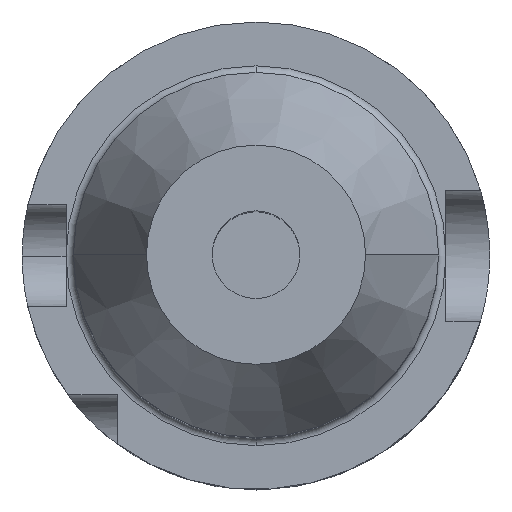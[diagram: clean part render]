
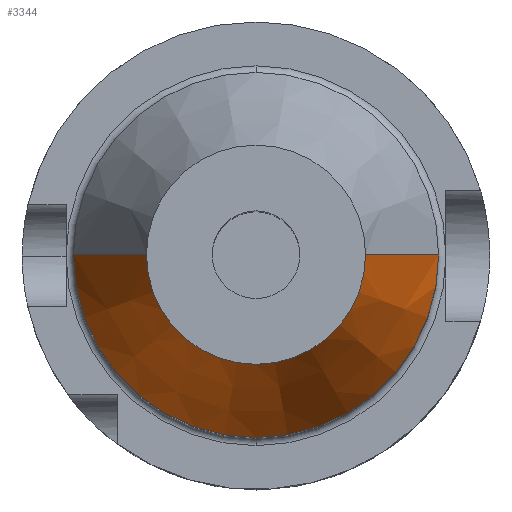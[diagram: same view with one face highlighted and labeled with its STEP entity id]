
A CAD part, top view. The second image highlights one B-rep face of the part: STEP entity #3344.
In plain terms, the highlighted conical face has half-angle 25 degrees and reference radius 12.5 mm.
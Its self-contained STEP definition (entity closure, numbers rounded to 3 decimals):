
#1 = CARTESIAN_POINT ( 'NONE',  ( 12.5, 0., 49.277 ) ) ;
#17 = DIRECTION ( 'NONE',  ( 0., 0., -1. ) ) ;
#135 = CARTESIAN_POINT ( 'NONE',  ( 12.5, 0., 49.277 ) ) ;
#265 = DIRECTION ( 'NONE',  ( -1., 0., 0. ) ) ;
#268 = EDGE_CURVE ( 'NONE', #1481, #1567, #1263, .T. ) ;
#314 = EDGE_CURVE ( 'NONE', #326, #2411, #772, .T. ) ;
#316 = EDGE_CURVE ( 'NONE', #3301, #1481, #566, .T. ) ;
#326 = VERTEX_POINT ( 'NONE', #1 ) ;
#427 = CARTESIAN_POINT ( 'NONE',  ( 0., 0., 49.277 ) ) ;
#474 = CONICAL_SURFACE ( 'NONE', #1490, 12.5, 0.436 ) ;
#516 = EDGE_CURVE ( 'NONE', #3301, #326, #1675, .T. ) ;
#566 = CIRCLE ( 'NONE', #1669, 7.5 ) ;
#601 = AXIS2_PLACEMENT_3D ( 'NONE', #2949, #1122, #1387 ) ;
#626 = DIRECTION ( 'NONE',  ( 0.423, 0., -0.906 ) ) ;
#772 = CIRCLE ( 'NONE', #1497, 12.5 ) ;
#786 = DIRECTION ( 'NONE',  ( -0.423, 0., -0.906 ) ) ;
#913 = CARTESIAN_POINT ( 'NONE',  ( -7.5, 0., 60. ) ) ;
#945 = CIRCLE ( 'NONE', #601, 12.5 ) ;
#1039 = DIRECTION ( 'NONE',  ( 0., 0., -1. ) ) ;
#1063 = ORIENTED_EDGE ( 'NONE', *, *, #1410, .F. ) ;
#1122 = DIRECTION ( 'NONE',  ( 0., 0., -1. ) ) ;
#1263 = LINE ( 'NONE', #2629, #2580 ) ;
#1387 = DIRECTION ( 'NONE',  ( -1., 0., 0. ) ) ;
#1410 = EDGE_CURVE ( 'NONE', #2411, #1567, #945, .T. ) ;
#1450 = ORIENTED_EDGE ( 'NONE', *, *, #268, .T. ) ;
#1461 = DIRECTION ( 'NONE',  ( 0., 0., -1. ) ) ;
#1467 = FACE_OUTER_BOUND ( 'NONE', #1936, .T. ) ;
#1481 = VERTEX_POINT ( 'NONE', #913 ) ;
#1489 = ORIENTED_EDGE ( 'NONE', *, *, #316, .T. ) ;
#1490 = AXIS2_PLACEMENT_3D ( 'NONE', #427, #1461, #2267 ) ;
#1497 = AXIS2_PLACEMENT_3D ( 'NONE', #1819, #1039, #3141 ) ;
#1528 = ORIENTED_EDGE ( 'NONE', *, *, #516, .F. ) ;
#1567 = VERTEX_POINT ( 'NONE', #2087 ) ;
#1669 = AXIS2_PLACEMENT_3D ( 'NONE', #3186, #17, #265 ) ;
#1675 = LINE ( 'NONE', #135, #2203 ) ;
#1819 = CARTESIAN_POINT ( 'NONE',  ( 0., 0., 49.277 ) ) ;
#1936 = EDGE_LOOP ( 'NONE', ( #1528, #1489, #1450, #1063, #2155 ) ) ;
#2087 = CARTESIAN_POINT ( 'NONE',  ( -12.5, 0., 49.277 ) ) ;
#2155 = ORIENTED_EDGE ( 'NONE', *, *, #314, .F. ) ;
#2203 = VECTOR ( 'NONE', #626, 1000. ) ;
#2267 = DIRECTION ( 'NONE',  ( -1., 0., 0. ) ) ;
#2411 = VERTEX_POINT ( 'NONE', #3061 ) ;
#2580 = VECTOR ( 'NONE', #786, 1000. ) ;
#2629 = CARTESIAN_POINT ( 'NONE',  ( -12.5, 0., 49.277 ) ) ;
#2949 = CARTESIAN_POINT ( 'NONE',  ( 0., 0., 49.277 ) ) ;
#3061 = CARTESIAN_POINT ( 'NONE',  ( 0., -12.5, 49.277 ) ) ;
#3141 = DIRECTION ( 'NONE',  ( -1., 0., 0. ) ) ;
#3186 = CARTESIAN_POINT ( 'NONE',  ( 0., 0., 60. ) ) ;
#3301 = VERTEX_POINT ( 'NONE', #3337 ) ;
#3337 = CARTESIAN_POINT ( 'NONE',  ( 7.5, 0., 60. ) ) ;
#3344 = ADVANCED_FACE ( 'NONE', ( #1467 ), #474, .T. ) ;
